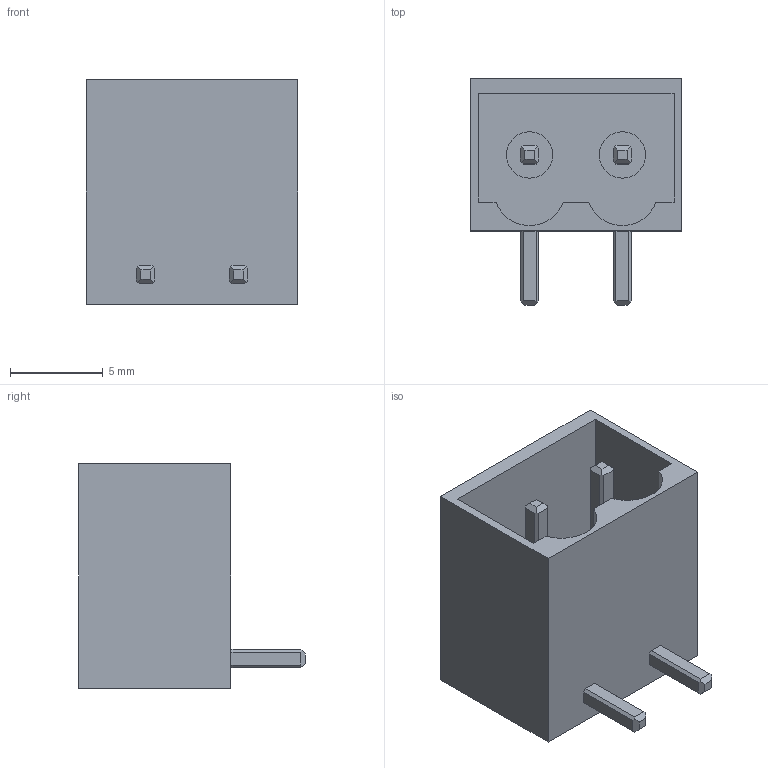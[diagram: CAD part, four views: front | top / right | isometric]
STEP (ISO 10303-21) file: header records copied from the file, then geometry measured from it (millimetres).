
FILE_DESCRIPTION (( 'STEP AP214' ), '1' );
FILE_NAME ('2F65868A-A410-4D76-8DD1-923D4AACAC06.STEP', '2023-06-17T05:55:57', ( '' ), ( '' ), 'SwSTEP 2.0', 'SolidWorks 2022', '' );
FILE_SCHEMA (( 'AUTOMOTIVE_DESIGN' ));
Length unit declared in the file: millimetre
Products named in the file (1): 2F65868A-A410-4D76-8DD1-923D4AACAC06
Bounding box: 11.4 x 12.2 x 12.1 mm (x, y, z)
Volume: 620 mm3; surface area: 1022 mm2
Topology: 1 solids, 1 shells, 73 faces, 192 edges, 128 vertices
Faces by surface type: plane 67, cylinder 6
Entity records: 3055 total; most frequent: CARTESIAN_POINT 394, ORIENTED_EDGE 384, DIRECTION 352, EDGE_CURVE 192, LINE 180, VECTOR 180, VERTEX_POINT 128, AXIS2_PLACEMENT_3D 86
